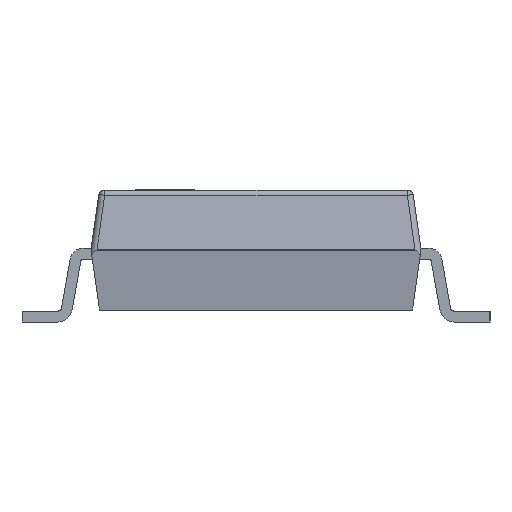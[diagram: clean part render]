
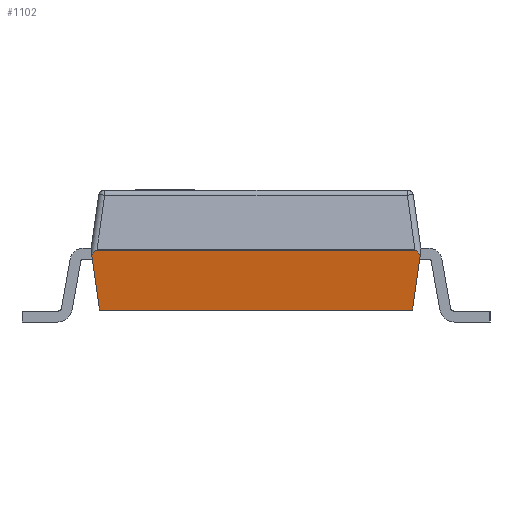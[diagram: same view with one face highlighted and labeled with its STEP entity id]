
A CAD part, left-side view. The second image highlights one B-rep face of the part: STEP entity #1102.
In plain terms, the highlighted planar face has unit normal (-0.99, 0, -0.139).
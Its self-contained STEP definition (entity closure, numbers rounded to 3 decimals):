
#250 = VERTEX_POINT ( 'NONE', #4177 ) ;
#416 = DIRECTION ( 'NONE',  ( -0.99, 0., -0.139 ) ) ;
#697 = CARTESIAN_POINT ( 'NONE',  ( -6.446, -2.699, -0.03 ) ) ;
#1062 =( BOUNDED_CURVE ( )  B_SPLINE_CURVE ( 3, ( #2011, #6119, #8247, #23372 ),
 .UNSPECIFIED., .F., .T. ) 
 B_SPLINE_CURVE_WITH_KNOTS ( ( 4, 4 ),
 ( 3.46, 3.957 ),
 .UNSPECIFIED. ) 
 CURVE ( )  GEOMETRIC_REPRESENTATION_ITEM ( )  RATIONAL_B_SPLINE_CURVE ( ( 1., 0.98, 0.98, 1. ) ) 
 REPRESENTATION_ITEM ( '' )  );
#1102 = ADVANCED_FACE ( 'NONE', ( #23050 ), #5922, .T. ) ;
#1282 = DIRECTION ( 'NONE',  ( -0.138, 0.138, 0.981 ) ) ;
#1732 = AXIS2_PLACEMENT_3D ( 'NONE', #11908, #416, #23307 ) ;
#1740 = CARTESIAN_POINT ( 'NONE',  ( -6.448, -2.681, -0.014 ) ) ;
#2011 = CARTESIAN_POINT ( 'NONE',  ( -6.448, 2.681, -0.014 ) ) ;
#2163 = VECTOR ( 'NONE', #19505, 1000. ) ;
#2942 = CARTESIAN_POINT ( 'NONE',  ( -6.436, -2.736, -0.103 ) ) ;
#2972 = EDGE_LOOP ( 'NONE', ( #19162, #15045, #10272, #17944, #3005, #13712 ) ) ;
#3005 = ORIENTED_EDGE ( 'NONE', *, *, #10311, .T. ) ;
#3033 = DIRECTION ( 'NONE',  ( -0.138, -0.138, 0.981 ) ) ;
#3869 = EDGE_CURVE ( 'NONE', #8250, #18504, #22633, .T. ) ;
#3973 = VERTEX_POINT ( 'NONE', #8487 ) ;
#4177 = CARTESIAN_POINT ( 'NONE',  ( -6.436, -2.736, -0.103 ) ) ;
#4629 = CARTESIAN_POINT ( 'NONE',  ( -6.309, 0., -1. ) ) ;
#5474 = VECTOR ( 'NONE', #3033, 1000. ) ;
#5516 = CARTESIAN_POINT ( 'NONE',  ( -6.45, 2.75, 0. ) ) ;
#5686 = DIRECTION ( 'NONE',  ( 0., 1., 0. ) ) ;
#5922 = PLANE ( 'NONE',  #1732 ) ;
#6048 = VECTOR ( 'NONE', #1282, 1000. ) ;
#6119 = CARTESIAN_POINT ( 'NONE',  ( -6.446, 2.699, -0.03 ) ) ;
#6658 = LINE ( 'NONE', #22264, #5474 ) ;
#8247 = CARTESIAN_POINT ( 'NONE',  ( -6.441, 2.718, -0.061 ) ) ;
#8250 = VERTEX_POINT ( 'NONE', #14391 ) ;
#8487 = CARTESIAN_POINT ( 'NONE',  ( -6.448, 2.681, -0.014 ) ) ;
#8594 = CARTESIAN_POINT ( 'NONE',  ( -6.448, -2.681, -0.014 ) ) ;
#10272 = ORIENTED_EDGE ( 'NONE', *, *, #3869, .F. ) ;
#10311 = EDGE_CURVE ( 'NONE', #16153, #250, #6658, .T. ) ;
#11876 = CARTESIAN_POINT ( 'NONE',  ( -6.309, -2.609, -1. ) ) ;
#11908 = CARTESIAN_POINT ( 'NONE',  ( -6.45, 2.75, 0. ) ) ;
#13004 = VERTEX_POINT ( 'NONE', #1740 ) ;
#13474 = EDGE_CURVE ( 'NONE', #3973, #18504, #1062, .T. ) ;
#13543 = LINE ( 'NONE', #24684, #19238 ) ;
#13712 = ORIENTED_EDGE ( 'NONE', *, *, #15524, .T. ) ;
#14391 = CARTESIAN_POINT ( 'NONE',  ( -6.309, 2.609, -1. ) ) ;
#15045 = ORIENTED_EDGE ( 'NONE', *, *, #13474, .T. ) ;
#15256 = LINE ( 'NONE', #4629, #2163 ) ;
#15524 = EDGE_CURVE ( 'NONE', #250, #13004, #16380, .T. ) ;
#16153 = VERTEX_POINT ( 'NONE', #11876 ) ;
#16380 =( BOUNDED_CURVE ( )  B_SPLINE_CURVE ( 3, ( #2942, #17821, #697, #8594 ),
 .UNSPECIFIED., .F., .F. ) 
 B_SPLINE_CURVE_WITH_KNOTS ( ( 4, 4 ),
 ( 2.326, 2.823 ),
 .UNSPECIFIED. ) 
 CURVE ( )  GEOMETRIC_REPRESENTATION_ITEM ( )  RATIONAL_B_SPLINE_CURVE ( ( 1., 0.98, 0.98, 1. ) ) 
 REPRESENTATION_ITEM ( '' )  );
#17821 = CARTESIAN_POINT ( 'NONE',  ( -6.441, -2.718, -0.061 ) ) ;
#17944 = ORIENTED_EDGE ( 'NONE', *, *, #19474, .T. ) ;
#18131 = EDGE_CURVE ( 'NONE', #13004, #3973, #13543, .T. ) ;
#18504 = VERTEX_POINT ( 'NONE', #22006 ) ;
#19162 = ORIENTED_EDGE ( 'NONE', *, *, #18131, .T. ) ;
#19238 = VECTOR ( 'NONE', #5686, 1000. ) ;
#19474 = EDGE_CURVE ( 'NONE', #8250, #16153, #15256, .T. ) ;
#19505 = DIRECTION ( 'NONE',  ( 0., -1., 0. ) ) ;
#22006 = CARTESIAN_POINT ( 'NONE',  ( -6.436, 2.736, -0.103 ) ) ;
#22264 = CARTESIAN_POINT ( 'NONE',  ( -6.345, -2.645, -0.744 ) ) ;
#22633 = LINE ( 'NONE', #5516, #6048 ) ;
#23050 = FACE_OUTER_BOUND ( 'NONE', #2972, .T. ) ;
#23307 = DIRECTION ( 'NONE',  ( -0.139, 0., 0.99 ) ) ;
#23372 = CARTESIAN_POINT ( 'NONE',  ( -6.436, 2.736, -0.103 ) ) ;
#24684 = CARTESIAN_POINT ( 'NONE',  ( -6.448, 2.75, -0.014 ) ) ;
